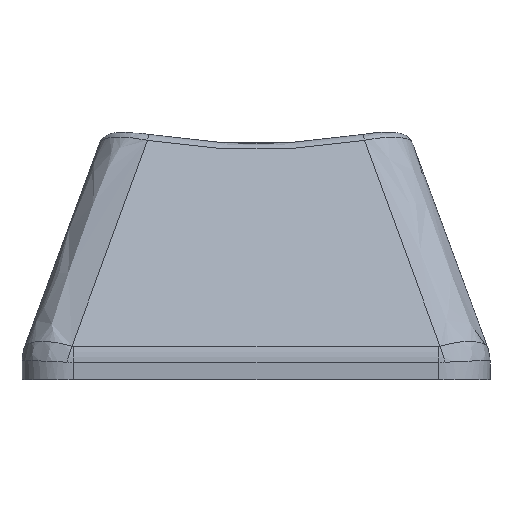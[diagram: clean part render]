
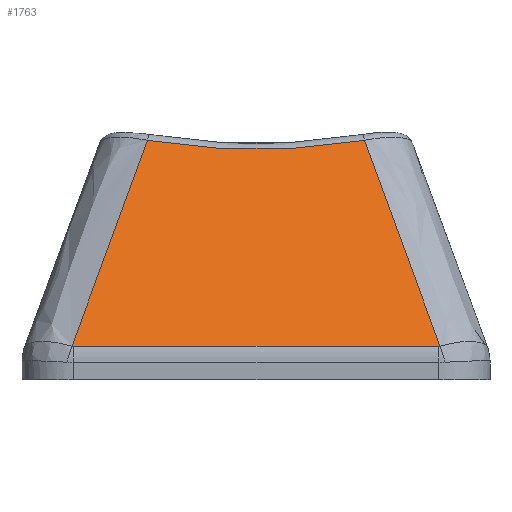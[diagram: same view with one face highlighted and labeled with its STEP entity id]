
A CAD part, front view. The second image highlights one B-rep face of the part: STEP entity #1763.
In plain terms, the highlighted planar face has unit normal (0, -0.909, 0.417).
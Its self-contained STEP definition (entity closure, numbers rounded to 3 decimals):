
#14=PLANE('',#1862);
#142=LINE('',#3461,#204);
#204=VECTOR('',#1978,10.);
#264=ELLIPSE('',#1855,1.2,0.5);
#266=ELLIPSE('',#1860,1.2,0.5);
#296=FACE_OUTER_BOUND('',#382,.T.);
#382=EDGE_LOOP('',(#1339,#1340,#1341,#1342,#1343,#1344));
#565=B_SPLINE_CURVE_WITH_KNOTS('',3,(#3621,#3622,#3623,#3624),
 .UNSPECIFIED.,.F.,.F.,(4,4),(-0.969,-0.042),
 .UNSPECIFIED.);
#567=B_SPLINE_CURVE_WITH_KNOTS('',3,(#3632,#3633,#3634,#3635),
 .UNSPECIFIED.,.F.,.F.,(4,4),(0.042,0.969),
 .UNSPECIFIED.);
#568=B_SPLINE_CURVE_WITH_KNOTS('',3,(#3636,#3637,#3638,#3639),
 .UNSPECIFIED.,.F.,.F.,(4,4),(-0.847,0.),.UNSPECIFIED.);
#753=VERTEX_POINT('',#3417);
#757=VERTEX_POINT('',#3451);
#759=VERTEX_POINT('',#3457);
#761=VERTEX_POINT('',#3478);
#767=VERTEX_POINT('',#3620);
#768=VERTEX_POINT('',#3631);
#987=EDGE_CURVE('',#753,#757,#264,.T.);
#990=EDGE_CURVE('',#757,#759,#142,.T.);
#993=EDGE_CURVE('',#759,#761,#266,.T.);
#1004=EDGE_CURVE('',#761,#767,#565,.T.);
#1006=EDGE_CURVE('',#768,#753,#567,.T.);
#1007=EDGE_CURVE('',#767,#768,#568,.T.);
#1339=ORIENTED_EDGE('',*,*,#993,.F.);
#1340=ORIENTED_EDGE('',*,*,#990,.F.);
#1341=ORIENTED_EDGE('',*,*,#987,.F.);
#1342=ORIENTED_EDGE('',*,*,#1006,.F.);
#1343=ORIENTED_EDGE('',*,*,#1007,.F.);
#1344=ORIENTED_EDGE('',*,*,#1004,.F.);
#1763=ADVANCED_FACE('',(#296),#14,.T.);
#1855=AXIS2_PLACEMENT_3D('',#3455,#1971,#1972);
#1860=AXIS2_PLACEMENT_3D('',#3482,#1983,#1984);
#1862=AXIS2_PLACEMENT_3D('',#3630,#1987,#1988);
#1971=DIRECTION('center_axis',(0.,0.909,-0.417));
#1972=DIRECTION('ref_axis',(0.,-0.417,-0.909));
#1978=DIRECTION('',(-1.,0.,0.));
#1983=DIRECTION('center_axis',(0.,0.909,-0.417));
#1984=DIRECTION('ref_axis',(0.,-0.417,-0.909));
#1987=DIRECTION('center_axis',(0.,-0.909,
0.417));
#1988=DIRECTION('ref_axis',(0.,-0.417,-0.909));
#3417=CARTESIAN_POINT('',(7.144,-8.94,0.306));
#3451=CARTESIAN_POINT('',(7.081,-8.944,0.298));
#3455=CARTESIAN_POINT('Origin',(7.081,-8.444,1.389));
#3457=CARTESIAN_POINT('',(-7.08,-8.944,0.298));
#3461=CARTESIAN_POINT('',(7.525,-8.944,0.298));
#3478=CARTESIAN_POINT('',(-7.144,-8.94,0.306));
#3482=CARTESIAN_POINT('Origin',(-7.08,-8.444,1.389));
#3620=CARTESIAN_POINT('',(-4.213,-5.28,8.295));
#3621=CARTESIAN_POINT('Ctrl Pts',(-7.144,-8.94,0.306));
#3622=CARTESIAN_POINT('Ctrl Pts',(-6.176,-7.719,2.972));
#3623=CARTESIAN_POINT('Ctrl Pts',(-5.202,-6.498,5.635));
#3624=CARTESIAN_POINT('Ctrl Pts',(-4.213,-5.28,8.295));
#3630=CARTESIAN_POINT('Origin',(5.969,-4.966,8.98));
#3631=CARTESIAN_POINT('',(4.213,-5.28,8.295));
#3632=CARTESIAN_POINT('Ctrl Pts',(4.213,-5.28,8.295));
#3633=CARTESIAN_POINT('Ctrl Pts',(5.202,-6.498,5.635));
#3634=CARTESIAN_POINT('Ctrl Pts',(6.176,-7.719,2.972));
#3635=CARTESIAN_POINT('Ctrl Pts',(7.144,-8.94,0.306));
#3636=CARTESIAN_POINT('Ctrl Pts',(-4.213,-5.28,8.295));
#3637=CARTESIAN_POINT('Ctrl Pts',(-1.436,-5.493,7.828));
#3638=CARTESIAN_POINT('Ctrl Pts',(1.436,-5.493,7.828));
#3639=CARTESIAN_POINT('Ctrl Pts',(4.213,-5.28,8.295));
